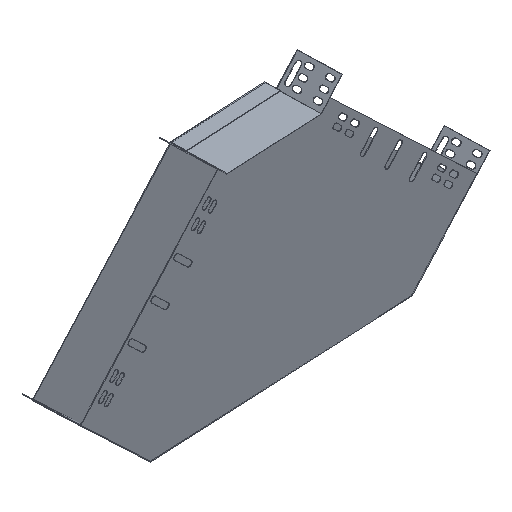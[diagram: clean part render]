
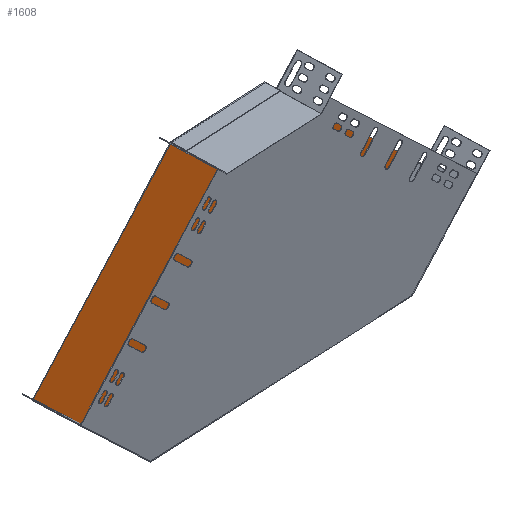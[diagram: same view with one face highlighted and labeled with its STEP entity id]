
A CAD part, isometric view. The second image highlights one B-rep face of the part: STEP entity #1608.
In plain terms, the highlighted planar face has unit normal (0.022, -1, 0.006).
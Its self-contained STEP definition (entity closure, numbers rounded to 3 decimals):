
#37 = CARTESIAN_POINT ( 'NONE',  ( -110.415, 87.007, 287.546 ) ) ;
#75 = CARTESIAN_POINT ( 'NONE',  ( -458.654, 77.998, 64.216 ) ) ;
#80 = LINE ( 'NONE', #2559, #3480 ) ;
#86 = VERTEX_POINT ( 'NONE', #2536 ) ;
#135 = CARTESIAN_POINT ( 'NONE',  ( 108.089, 90.442, 80.041 ) ) ;
#180 = CARTESIAN_POINT ( 'NONE',  ( -368.152, 79.422, -21.528 ) ) ;
#283 = DIRECTION ( 'NONE',  ( 0.687, 0.02, 0.726 ) ) ;
#613 = EDGE_CURVE ( 'NONE', #86, #5642, #7530, .T. ) ;
#747 = VECTOR ( 'NONE', #3413, 1000. ) ;
#819 = ORIENTED_EDGE ( 'NONE', *, *, #3062, .F. ) ;
#1100 = LINE ( 'NONE', #5168, #6333 ) ;
#1172 = ORIENTED_EDGE ( 'NONE', *, *, #5581, .F. ) ;
#1224 = LINE ( 'NONE', #75, #6680 ) ;
#1285 = ORIENTED_EDGE ( 'NONE', *, *, #5910, .T. ) ;
#1359 = EDGE_CURVE ( 'NONE', #6367, #5066, #1100, .T. ) ;
#1608 = ADVANCED_FACE ( 'NONE', ( #2355 ), #8497, .T. ) ;
#1696 = LINE ( 'NONE', #5835, #8142 ) ;
#1774 = CARTESIAN_POINT ( 'NONE',  ( -251.751, 83.904, 283.724 ) ) ;
#1926 = VECTOR ( 'NONE', #2457, 1000. ) ;
#2093 = CARTESIAN_POINT ( 'NONE',  ( 108.102, 90.439, 79.541 ) ) ;
#2158 = ORIENTED_EDGE ( 'NONE', *, *, #1359, .T. ) ;
#2251 = EDGE_CURVE ( 'NONE', #5504, #6367, #3710, .T. ) ;
#2355 = FACE_OUTER_BOUND ( 'NONE', #5920, .T. ) ;
#2457 = DIRECTION ( 'NONE',  ( -0.999, -0.022, -0.027 ) ) ;
#2536 = CARTESIAN_POINT ( 'NONE',  ( -110.401, 87.004, 287.046 ) ) ;
#2559 = CARTESIAN_POINT ( 'NONE',  ( 22.389, 87.995, -10.968 ) ) ;
#2580 = ORIENTED_EDGE ( 'NONE', *, *, #2917, .F. ) ;
#2660 = EDGE_CURVE ( 'NONE', #5504, #86, #7253, .T. ) ;
#2718 = ORIENTED_EDGE ( 'NONE', *, *, #3875, .T. ) ;
#2916 = CARTESIAN_POINT ( 'NONE',  ( -251.751, 83.904, 283.724 ) ) ;
#2917 = EDGE_CURVE ( 'NONE', #4309, #5066, #5552, .T. ) ;
#2953 = ORIENTED_EDGE ( 'NONE', *, *, #2251, .T. ) ;
#2959 = ORIENTED_EDGE ( 'NONE', *, *, #2660, .F. ) ;
#2999 = VERTEX_POINT ( 'NONE', #4421 ) ;
#3062 = EDGE_CURVE ( 'NONE', #5642, #3991, #1696, .T. ) ;
#3073 = AXIS2_PLACEMENT_3D ( 'NONE', #6726, #8520, #4688 ) ;
#3121 = DIRECTION ( 'NONE',  ( 0.027, -0.006, -1. ) ) ;
#3413 = DIRECTION ( 'NONE',  ( -0.687, -0.02, -0.726 ) ) ;
#3466 = EDGE_CURVE ( 'NONE', #3991, #5183, #6195, .T. ) ;
#3480 = VECTOR ( 'NONE', #7893, 1000. ) ;
#3704 = VECTOR ( 'NONE', #283, 1000. ) ;
#3710 = LINE ( 'NONE', #1774, #1926 ) ;
#3769 = DIRECTION ( 'NONE',  ( 0.027, -0.006, -1. ) ) ;
#3875 = EDGE_CURVE ( 'NONE', #6361, #5183, #80, .T. ) ;
#3903 = DIRECTION ( 'NONE',  ( 0.726, 0.011, -0.688 ) ) ;
#3968 = VECTOR ( 'NONE', #3903, 1000. ) ;
#3991 = VERTEX_POINT ( 'NONE', #2093 ) ;
#3999 = ORIENTED_EDGE ( 'NONE', *, *, #3466, .F. ) ;
#4155 = DIRECTION ( 'NONE',  ( -0.027, 0.006, 1. ) ) ;
#4227 = LINE ( 'NONE', #8558, #7402 ) ;
#4309 = VERTEX_POINT ( 'NONE', #5432 ) ;
#4421 = CARTESIAN_POINT ( 'NONE',  ( -458.654, 77.998, 64.216 ) ) ;
#4688 = DIRECTION ( 'NONE',  ( 0.027, -0.006, -1. ) ) ;
#4944 = CARTESIAN_POINT ( 'NONE',  ( -110.415, 87.007, 287.546 ) ) ;
#5066 = VERTEX_POINT ( 'NONE', #6984 ) ;
#5168 = CARTESIAN_POINT ( 'NONE',  ( -251.751, 83.904, 283.724 ) ) ;
#5183 = VERTEX_POINT ( 'NONE', #8292 ) ;
#5432 = CARTESIAN_POINT ( 'NONE',  ( -458.667, 78.001, 64.716 ) ) ;
#5504 = VERTEX_POINT ( 'NONE', #4944 ) ;
#5511 = DIRECTION ( 'NONE',  ( 0.027, -0.006, -1. ) ) ;
#5552 = LINE ( 'NONE', #5711, #3704 ) ;
#5581 = EDGE_CURVE ( 'NONE', #2999, #4309, #1224, .T. ) ;
#5642 = VERTEX_POINT ( 'NONE', #135 ) ;
#5711 = CARTESIAN_POINT ( 'NONE',  ( -251.737, 83.901, 283.225 ) ) ;
#5835 = CARTESIAN_POINT ( 'NONE',  ( 108.089, 90.442, 80.041 ) ) ;
#5910 = EDGE_CURVE ( 'NONE', #2999, #6361, #4227, .T. ) ;
#5920 = EDGE_LOOP ( 'NONE', ( #2580, #1172, #1285, #2718, #3999, #819, #8246, #2959, #2953, #2158 ) ) ;
#6195 = LINE ( 'NONE', #8037, #747 ) ;
#6333 = VECTOR ( 'NONE', #3121, 1000. ) ;
#6361 = VERTEX_POINT ( 'NONE', #180 ) ;
#6367 = VERTEX_POINT ( 'NONE', #2916 ) ;
#6680 = VECTOR ( 'NONE', #4155, 1000. ) ;
#6726 = CARTESIAN_POINT ( 'NONE',  ( 108.089, 90.442, 80.041 ) ) ;
#6984 = CARTESIAN_POINT ( 'NONE',  ( -251.737, 83.901, 283.225 ) ) ;
#7066 = VECTOR ( 'NONE', #5511, 1000. ) ;
#7253 = LINE ( 'NONE', #37, #7066 ) ;
#7402 = VECTOR ( 'NONE', #7424, 1000. ) ;
#7424 = DIRECTION ( 'NONE',  ( 0.726, 0.011, -0.688 ) ) ;
#7530 = LINE ( 'NONE', #8453, #3968 ) ;
#7893 = DIRECTION ( 'NONE',  ( 0.999, 0.022, 0.027 ) ) ;
#8037 = CARTESIAN_POINT ( 'NONE',  ( 108.102, 90.439, 79.541 ) ) ;
#8142 = VECTOR ( 'NONE', #3769, 1000. ) ;
#8246 = ORIENTED_EDGE ( 'NONE', *, *, #613, .F. ) ;
#8292 = CARTESIAN_POINT ( 'NONE',  ( 22.389, 87.995, -10.968 ) ) ;
#8453 = CARTESIAN_POINT ( 'NONE',  ( -110.401, 87.004, 287.046 ) ) ;
#8497 = PLANE ( 'NONE',  #3073 ) ;
#8520 = DIRECTION ( 'NONE',  ( 0.022, -1., 0.006 ) ) ;
#8558 = CARTESIAN_POINT ( 'NONE',  ( -458.654, 77.998, 64.216 ) ) ;
